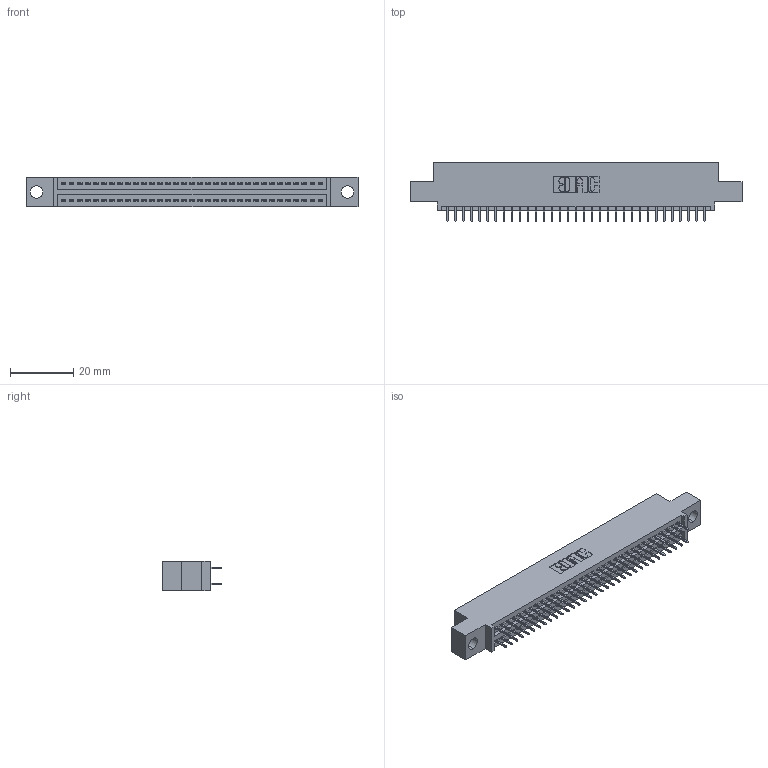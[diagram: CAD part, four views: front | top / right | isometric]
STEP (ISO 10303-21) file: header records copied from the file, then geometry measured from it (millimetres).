
FILE_DESCRIPTION (( 'STEP AP203' ), '1' );
FILE_NAME ('395-066-525-504.STEP', '2020-09-25T01:46:54', ( '' ), ( '' ), 'SwSTEP 2.0', 'SolidWorks 2020', '' );
FILE_SCHEMA (( 'CONFIG_CONTROL_DESIGN' ));
Length unit declared in the file: inch
Products named in the file (3): 345-292-001_345-293-125; 345 Part_0.110 Offset - 0.156 Dia-TH; 395-066-525-504
Assembly tree (67 placements, depth 2):
  395-066-525-504
    345 Part_0.110 Offset - 0.156 Dia-TH
    345-292-001_345-293-125  x66
Bounding box: 105.03 x 18.72 x 9.4 mm (x, y, z)
Volume: 9849.2 mm3; surface area: 13965.1 mm2
Topology: 67 solids, 67 shells, 3694 faces, 10451 edges, 6702 vertices
Faces by surface type: plane 2658, cylinder 1036
Entity records: 27313 total; most frequent: CARTESIAN_POINT 4588, ORIENTED_EDGE 4522, DIRECTION 4057, EDGE_CURVE 2261, LINE 2001, VECTOR 2001, VERTEX_POINT 1502, AXIS2_PLACEMENT_3D 1028
